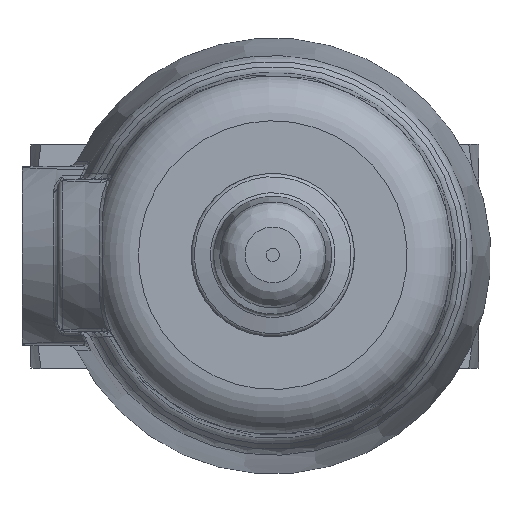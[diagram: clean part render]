
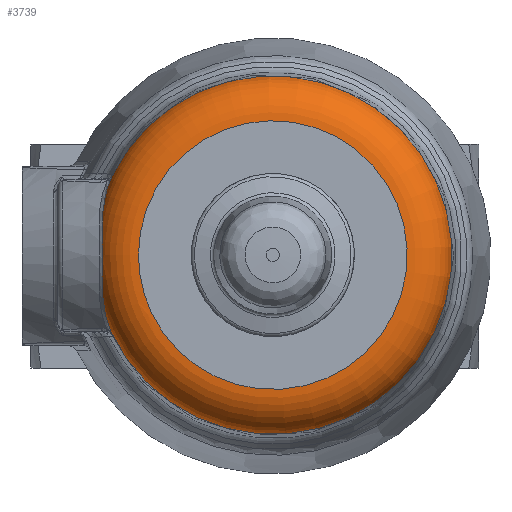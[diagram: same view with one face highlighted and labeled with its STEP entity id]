
A CAD part, top view. The second image highlights one B-rep face of the part: STEP entity #3739.
In plain terms, the highlighted toroidal (fillet/blend) face has major radius 15 mm and minor radius 5 mm.
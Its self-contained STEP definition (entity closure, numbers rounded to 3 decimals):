
#32=TOROIDAL_SURFACE('',#4038,15.,5.);
#80=FACE_BOUND('',#873,.T.);
#582=FACE_OUTER_BOUND('',#872,.T.);
#872=EDGE_LOOP('',(#2995));
#873=EDGE_LOOP('',(#2996,#2997));
#1044=CIRCLE('',#3902,15.);
#1119=CIRCLE('',#4022,19.993);
#1337=B_SPLINE_CURVE_WITH_KNOTS('',3,(#9819,#9820,#9821,#9822,#9823,#9824,
#9825,#9826,#9827,#9828,#9829,#9830,#9831,#9832,#9833),.UNSPECIFIED.,.F.,
 .F.,(4,1,1,1,1,1,1,1,1,1,1,1,4),(0.,0.276,0.414,
0.484,0.553,0.829,0.967,1.105,
1.381,1.52,1.658,1.796,1.934),
 .UNSPECIFIED.);
#1531=VERTEX_POINT('',#9178);
#1601=VERTEX_POINT('',#9816);
#1602=VERTEX_POINT('',#9818);
#1935=EDGE_CURVE('',#1531,#1531,#1044,.T.);
#2023=EDGE_CURVE('',#1601,#1602,#1337,.T.);
#2088=EDGE_CURVE('',#1601,#1602,#1119,.T.);
#2995=ORIENTED_EDGE('',*,*,#1935,.F.);
#2996=ORIENTED_EDGE('',*,*,#2023,.F.);
#2997=ORIENTED_EDGE('',*,*,#2088,.T.);
#3739=ADVANCED_FACE('',(#582,#80),#32,.T.);
#3902=AXIS2_PLACEMENT_3D('',#9179,#4367,#4368);
#4022=AXIS2_PLACEMENT_3D('',#10600,#4617,#4618);
#4038=AXIS2_PLACEMENT_3D('',#11097,#4651,#4652);
#4367=DIRECTION('center_axis',(0.,0.,
1.));
#4368=DIRECTION('ref_axis',(-1.,0.,0.));
#4617=DIRECTION('center_axis',(0.,0.,
1.));
#4618=DIRECTION('ref_axis',(-1.,0.,0.));
#4651=DIRECTION('center_axis',(0.,0.,
1.));
#4652=DIRECTION('ref_axis',(0.,-1.,0.));
#9178=CARTESIAN_POINT('',(-13.,0.,83.85));
#9179=CARTESIAN_POINT('Origin',(2.,0.,83.85));
#9816=CARTESIAN_POINT('',(-16.098,-8.496,79.112));
#9818=CARTESIAN_POINT('',(-16.098,8.496,79.112));
#9819=CARTESIAN_POINT('Ctrl Pts',(-16.098,-8.496,79.112));
#9820=CARTESIAN_POINT('Ctrl Pts',(-16.398,-7.808,79.508));
#9821=CARTESIAN_POINT('Ctrl Pts',(-16.728,-6.707,80.104));
#9822=CARTESIAN_POINT('Ctrl Pts',(-16.922,-5.327,80.7));
#9823=CARTESIAN_POINT('Ctrl Pts',(-16.989,-4.517,81.001));
#9824=CARTESIAN_POINT('Ctrl Pts',(-17.051,-3.289,81.407));
#9825=CARTESIAN_POINT('Ctrl Pts',(-17.033,-1.769,81.745));
#9826=CARTESIAN_POINT('Ctrl Pts',(-17.019,0.005,81.845));
#9827=CARTESIAN_POINT('Ctrl Pts',(-17.033,1.772,81.745));
#9828=CARTESIAN_POINT('Ctrl Pts',(-17.054,3.512,81.357));
#9829=CARTESIAN_POINT('Ctrl Pts',(-16.949,5.134,80.783));
#9830=CARTESIAN_POINT('Ctrl Pts',(-16.783,6.315,80.273));
#9831=CARTESIAN_POINT('Ctrl Pts',(-16.509,7.442,79.707));
#9832=CARTESIAN_POINT('Ctrl Pts',(-16.248,8.152,79.31));
#9833=CARTESIAN_POINT('Ctrl Pts',(-16.098,8.496,79.112));
#10600=CARTESIAN_POINT('Origin',(2.,0.,
79.112));
#11097=CARTESIAN_POINT('Origin',(2.,0.,
78.85));
